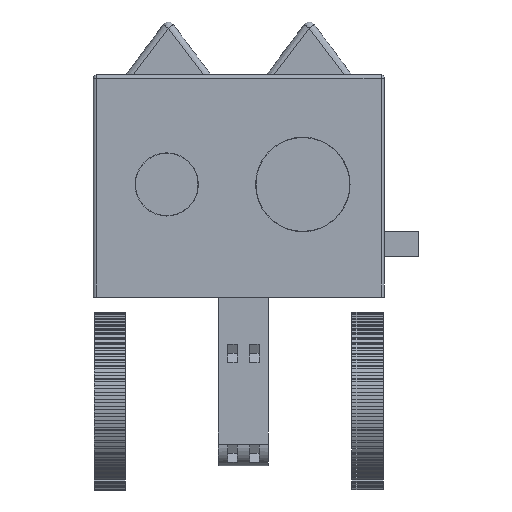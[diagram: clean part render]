
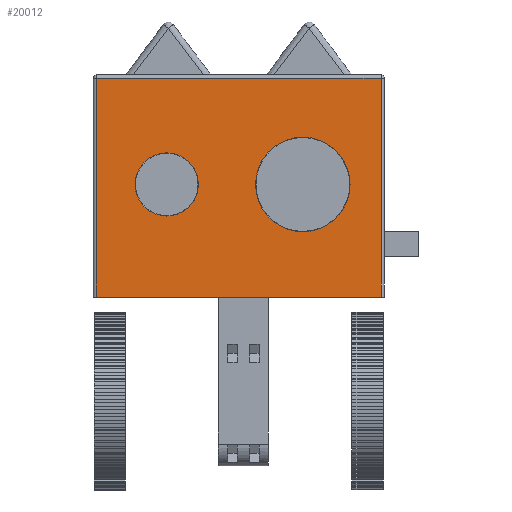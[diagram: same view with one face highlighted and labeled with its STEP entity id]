
A CAD part, left-side view. The second image highlights one B-rep face of the part: STEP entity #20012.
In plain terms, the highlighted planar face has unit normal (-1, 0, 0).
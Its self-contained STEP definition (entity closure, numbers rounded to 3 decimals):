
#680=FACE_BOUND('',#3332,.T.);
#681=FACE_BOUND('',#3333,.T.);
#998=CIRCLE('',#21452,15.1);
#1002=CIRCLE('',#21459,10.1);
#2130=FACE_OUTER_BOUND('',#3331,.T.);
#3331=EDGE_LOOP('',(#17780,#17781,#17782,#17783));
#3332=EDGE_LOOP('',(#17784));
#3333=EDGE_LOOP('',(#17785));
#5639=LINE('',#31856,#8024);
#5640=LINE('',#31858,#8025);
#5641=LINE('',#31860,#8026);
#5642=LINE('',#31861,#8027);
#8024=VECTOR('',#26335,10.);
#8025=VECTOR('',#26336,10.);
#8026=VECTOR('',#26337,10.);
#8027=VECTOR('',#26338,10.);
#9836=VERTEX_POINT('',#31834);
#9840=VERTEX_POINT('',#31847);
#9842=VERTEX_POINT('',#31854);
#9843=VERTEX_POINT('',#31855);
#9844=VERTEX_POINT('',#31857);
#9845=VERTEX_POINT('',#31859);
#12500=EDGE_CURVE('',#9836,#9836,#998,.T.);
#12506=EDGE_CURVE('',#9840,#9840,#1002,.T.);
#12509=EDGE_CURVE('',#9842,#9843,#5639,.T.);
#12510=EDGE_CURVE('',#9844,#9842,#5640,.T.);
#12511=EDGE_CURVE('',#9845,#9844,#5641,.T.);
#12512=EDGE_CURVE('',#9843,#9845,#5642,.T.);
#17780=ORIENTED_EDGE('',*,*,#12509,.F.);
#17781=ORIENTED_EDGE('',*,*,#12510,.F.);
#17782=ORIENTED_EDGE('',*,*,#12511,.F.);
#17783=ORIENTED_EDGE('',*,*,#12512,.F.);
#17784=ORIENTED_EDGE('',*,*,#12500,.T.);
#17785=ORIENTED_EDGE('',*,*,#12506,.T.);
#19008=PLANE('',#21462);
#20012=ADVANCED_FACE('',(#2130,#680,#681),#19008,.T.);
#21452=AXIS2_PLACEMENT_3D('',#31835,#26310,#26311);
#21459=AXIS2_PLACEMENT_3D('',#31848,#26326,#26327);
#21462=AXIS2_PLACEMENT_3D('',#31853,#26333,#26334);
#26310=DIRECTION('center_axis',(1.,0.,0.));
#26311=DIRECTION('ref_axis',(0.,-1.,0.));
#26326=DIRECTION('center_axis',(1.,0.,0.));
#26327=DIRECTION('ref_axis',(0.,-1.,0.));
#26333=DIRECTION('center_axis',(-1.,0.,0.));
#26334=DIRECTION('ref_axis',(0.,-1.,0.));
#26335=DIRECTION('',(0.,0.,-1.));
#26336=DIRECTION('',(0.,-1.,0.));
#26337=DIRECTION('',(0.,0.,1.));
#26338=DIRECTION('',(0.,1.,0.));
#31834=CARTESIAN_POINT('',(-7.994,-7.9,90.));
#31835=CARTESIAN_POINT('Origin',(-7.994,-23.,90.));
#31847=CARTESIAN_POINT('',(-7.994,30.6,90.));
#31848=CARTESIAN_POINT('Origin',(-7.994,20.5,90.));
#31853=CARTESIAN_POINT('Origin',(-7.994,43.977,84.));
#31854=CARTESIAN_POINT('',(-7.994,-48.,124.));
#31855=CARTESIAN_POINT('',(-7.994,-48.,54.));
#31856=CARTESIAN_POINT('',(-7.994,-48.,84.));
#31857=CARTESIAN_POINT('',(-7.994,42.977,124.));
#31858=CARTESIAN_POINT('',(-7.994,20.733,124.));
#31859=CARTESIAN_POINT('',(-7.994,42.977,54.));
#31860=CARTESIAN_POINT('',(-7.994,42.977,84.));
#31861=CARTESIAN_POINT('',(-7.994,-49.,54.));
